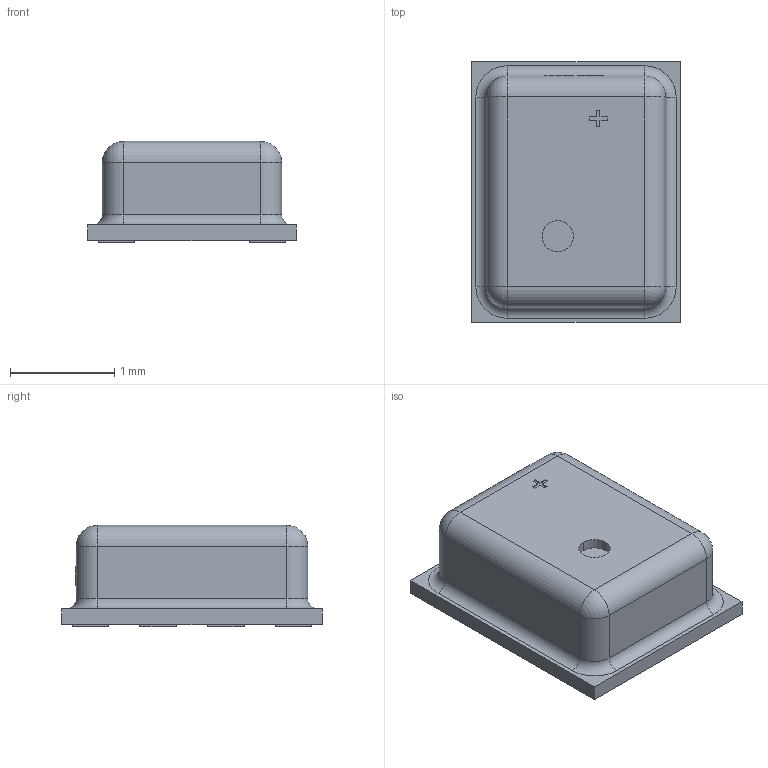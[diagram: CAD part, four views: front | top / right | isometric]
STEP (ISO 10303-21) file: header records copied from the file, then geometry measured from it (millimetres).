
FILE_DESCRIPTION (( 'STEP AP214' ), '1' );
FILE_NAME ('LGA-8_L2.5-W2.0-P0.65_SPA06-003.STEP', '2025-04-10T08:38:21', ( '' ), ( '' ), 'SwSTEP 2.0', 'SolidWorks 2020', '' );
FILE_SCHEMA (( 'AUTOMOTIVE_DESIGN' ));
Length unit declared in the file: millimetre
Products named in the file (1): LGA-8_L2.5-W2.0-P0.65_SPA06-003
Bounding box: 2 x 2.5 x 0.97 mm (x, y, z)
Volume: 3.7 mm3; surface area: 16.8 mm2
Topology: 1 solids, 1 shells, 311 faces, 821 edges, 538 vertices
Faces by surface type: plane 191, bspline 98, cylinder 14, sphere 4, torus 4
Entity records: 13450 total; most frequent: CARTESIAN_POINT 2973, ORIENTED_EDGE 1634, DIRECTION 1077, EDGE_CURVE 817, LINE 585, VECTOR 585, VERTEX_POINT 538, EDGE_LOOP 341
